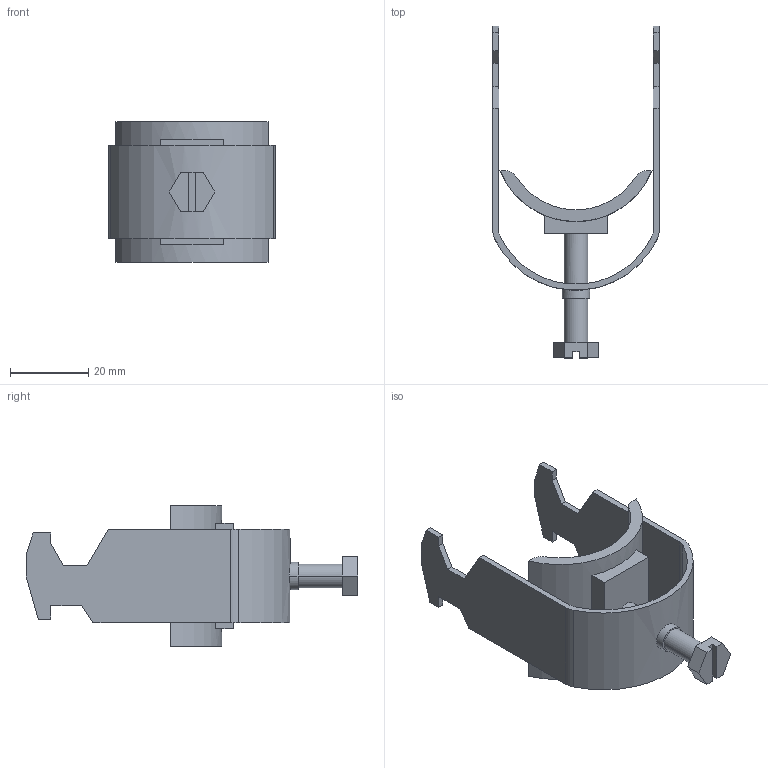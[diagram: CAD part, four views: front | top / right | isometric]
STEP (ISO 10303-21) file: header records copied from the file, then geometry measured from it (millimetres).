
FILE_DESCRIPTION(('SolidDesigner STEP Export'),'2;1');
FILE_NAME('3240258_WCC_38-select.stp','2013-09-13T14:17:18',(''),(''),'Creo Elements/Direct Modeling STEP processor for AP214 (Solid Model)','Creo Elements/Direct Modeling 18.1B 29-Sep-2012 (C) Parametric Technology GmbH','');
FILE_SCHEMA(('AUTOMOTIVE_DESIGN { 1 0 10303 214 1 1 1 1 }'));
Length unit declared in the file: millimetre
Products named in the file (2): 3240258_WCC_38-select
Assembly tree (1 placements, depth 2):
  3240258_WCC_38-select
    3240258_WCC_38-select
Bounding box: 42.5 x 84.8 x 36 mm (x, y, z)
Volume: 12570 mm3; surface area: 12244.2 mm2
Topology: 1 solids, 1 shells, 68 faces, 182 edges, 122 vertices
Faces by surface type: plane 52, cylinder 16
Entity records: 3397 total; most frequent: CARTESIAN_POINT 1116, ORIENTED_EDGE 364, DIRECTION 328, EDGE_CURVE 182, VECTOR 144, LINE 144, VERTEX_POINT 122, AXIS2_PLACEMENT_3D 92
